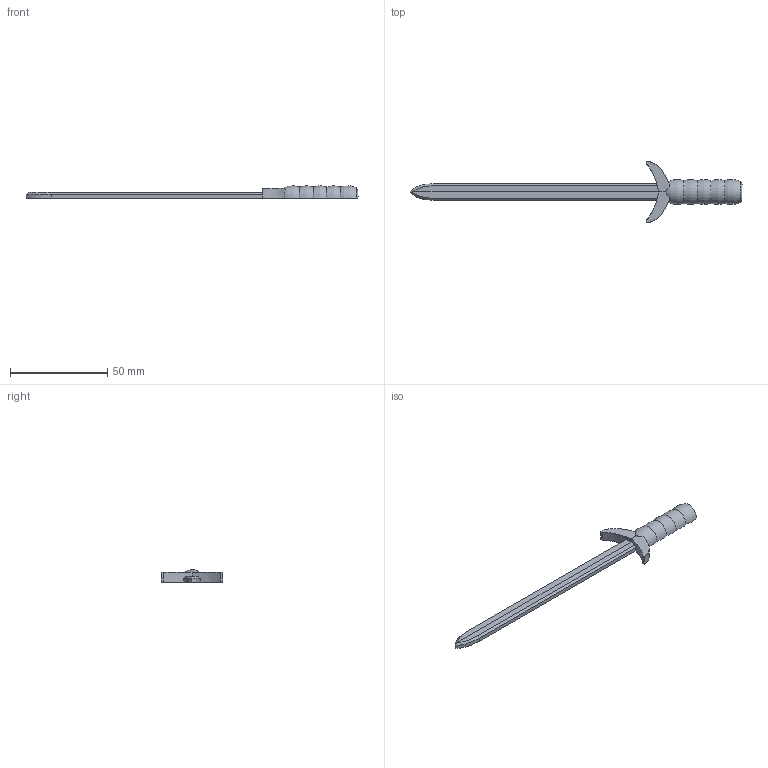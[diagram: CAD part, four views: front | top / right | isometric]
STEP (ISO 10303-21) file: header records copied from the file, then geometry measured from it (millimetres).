
FILE_DESCRIPTION(('FreeCAD Model'),'2;1');
FILE_NAME('Open CASCADE Shape Model','2025-08-15T19:05:04',(''),(''), 'Open CASCADE STEP processor 7.8','FreeCAD','Unknown');
FILE_SCHEMA(('AUTOMOTIVE_DESIGN { 1 0 10303 214 1 1 1 1 }'));
Length unit declared in the file: millimetre
Products named in the file (1): sword
Bounding box: 170.85 x 31.47 x 6.37 mm (x, y, z)
Volume: 6169.4 mm3; surface area: 4652.8 mm2
Topology: 1 solids, 1 shells, 52 faces, 127 edges, 77 vertices
Faces by surface type: plane 37, extrusion 6, revolution 5, bspline 4
Entity records: 4537 total; most frequent: CARTESIAN_POINT 2084, DIRECTION 402, ORIENTED_EDGE 254, PCURVE 254, DEFINITIONAL_REPRESENTATION 254, VECTOR 210, LINE 204, EDGE_CURVE 127
